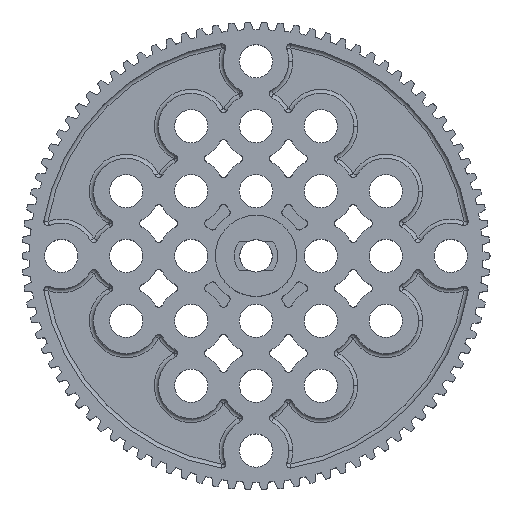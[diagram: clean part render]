
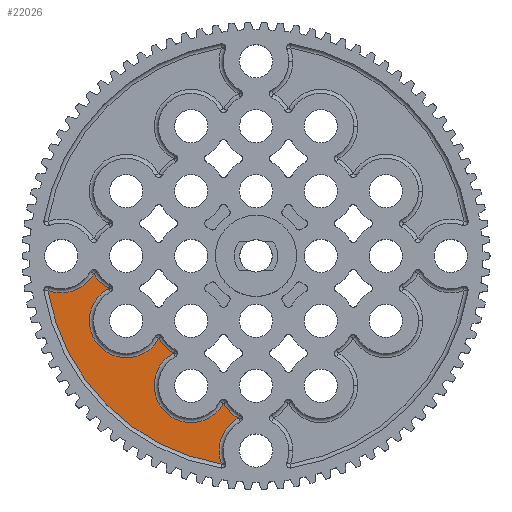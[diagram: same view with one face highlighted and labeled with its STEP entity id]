
A CAD part, top view. The second image highlights one B-rep face of the part: STEP entity #22026.
In plain terms, the highlighted planar face has unit normal (0, 0, 1).
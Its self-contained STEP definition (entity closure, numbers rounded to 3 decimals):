
#225 = AXIS2_PLACEMENT_3D ( 'NONE', #25435, #6338, #28630 ) ;
#959 = ORIENTED_EDGE ( 'NONE', *, *, #16888, .T. ) ;
#1131 = DIRECTION ( 'NONE',  ( 0., 0., -1. ) ) ;
#1160 = DIRECTION ( 'NONE',  ( 0., 0., -1. ) ) ;
#1210 = ORIENTED_EDGE ( 'NONE', *, *, #7497, .T. ) ;
#2089 = EDGE_CURVE ( 'NONE', #31918, #37314, #2375, .T. ) ;
#2375 = CIRCLE ( 'NONE', #2414, 26. ) ;
#2414 = AXIS2_PLACEMENT_3D ( 'NONE', #34964, #15829, #38156 ) ;
#2615 = DIRECTION ( 'NONE',  ( 0., 0., -1. ) ) ;
#4179 = DIRECTION ( 'NONE',  ( 0., 0., -1. ) ) ;
#4894 = AXIS2_PLACEMENT_3D ( 'NONE', #21739, #2615, #24938 ) ;
#5943 = AXIS2_PLACEMENT_3D ( 'NONE', #20233, #1131, #23462 ) ;
#6338 = DIRECTION ( 'NONE',  ( 0., 0., -1. ) ) ;
#7497 = EDGE_CURVE ( 'NONE', #25292, #7781, #9502, .T. ) ;
#7781 = VERTEX_POINT ( 'NONE', #15345 ) ;
#7911 = DIRECTION ( 'NONE',  ( 0., 0., 1. ) ) ;
#8050 = PLANE ( 'NONE',  #33915 ) ;
#8400 = CIRCLE ( 'NONE', #4894, 4.55 ) ;
#8417 = CARTESIAN_POINT ( 'NONE',  ( -2.169, -20., 1. ) ) ;
#9502 = CIRCLE ( 'NONE', #5943, 4.55 ) ;
#9744 = ORIENTED_EDGE ( 'NONE', *, *, #14011, .T. ) ;
#11241 = CARTESIAN_POINT ( 'NONE',  ( -20., 0., 1. ) ) ;
#11545 = AXIS2_PLACEMENT_3D ( 'NONE', #31520, #12418, #34729 ) ;
#12418 = DIRECTION ( 'NONE',  ( 0., 0., -1. ) ) ;
#14011 = EDGE_CURVE ( 'NONE', #36097, #23780, #27701, .T. ) ;
#14617 = DIRECTION ( 'NONE',  ( 0., 0., -1. ) ) ;
#15211 = EDGE_LOOP ( 'NONE', ( #27856, #20711, #9744, #31803, #1210, #20942, #18132, #959 ) ) ;
#15345 = CARTESIAN_POINT ( 'NONE',  ( -20., -2.169, 1. ) ) ;
#15829 = DIRECTION ( 'NONE',  ( 0., 0., 1. ) ) ;
#16888 = EDGE_CURVE ( 'NONE', #37314, #31997, #24055, .T. ) ;
#17631 = AXIS2_PLACEMENT_3D ( 'NONE', #33755, #14617, #36953 ) ;
#18132 = ORIENTED_EDGE ( 'NONE', *, *, #2089, .T. ) ;
#19006 = FACE_OUTER_BOUND ( 'NONE', #15211, .T. ) ;
#19482 = AXIS2_PLACEMENT_3D ( 'NONE', #20259, #1160, #23492 ) ;
#19796 = CIRCLE ( 'NONE', #19482, 4.55 ) ;
#20233 = CARTESIAN_POINT ( 'NONE',  ( -16., 0., 1. ) ) ;
#20259 = CARTESIAN_POINT ( 'NONE',  ( -24., 0., 1. ) ) ;
#20711 = ORIENTED_EDGE ( 'NONE', *, *, #34248, .T. ) ;
#20942 = ORIENTED_EDGE ( 'NONE', *, *, #31435, .T. ) ;
#21739 = CARTESIAN_POINT ( 'NONE',  ( -8., -16., 1. ) ) ;
#22026 = ADVANCED_FACE ( 'NONE', ( #19006 ), #8050, .T. ) ;
#23307 = CARTESIAN_POINT ( 'NONE',  ( -8., -8., 1. ) ) ;
#23462 = DIRECTION ( 'NONE',  ( 1., 0., 0. ) ) ;
#23492 = DIRECTION ( 'NONE',  ( 1., 0., 0. ) ) ;
#23780 = VERTEX_POINT ( 'NONE', #37330 ) ;
#24055 = CIRCLE ( 'NONE', #11545, 4.55 ) ;
#24839 = CARTESIAN_POINT ( 'NONE',  ( -4., -18.169, 1. ) ) ;
#24938 = DIRECTION ( 'NONE',  ( 1., 0., 0. ) ) ;
#25292 = VERTEX_POINT ( 'NONE', #29789 ) ;
#25435 = CARTESIAN_POINT ( 'NONE',  ( 0., -16., 1. ) ) ;
#26493 = DIRECTION ( 'NONE',  ( 1., 0., 0. ) ) ;
#26939 = CARTESIAN_POINT ( 'NONE',  ( -25.652, -4.239, 1. ) ) ;
#27626 = CARTESIAN_POINT ( 'NONE',  ( -10.169, -12., 1. ) ) ;
#27701 = CIRCLE ( 'NONE', #28577, 4.55 ) ;
#27856 = ORIENTED_EDGE ( 'NONE', *, *, #31303, .T. ) ;
#28577 = AXIS2_PLACEMENT_3D ( 'NONE', #23307, #4179, #26493 ) ;
#28630 = DIRECTION ( 'NONE',  ( 1., 0., 0. ) ) ;
#29667 = CARTESIAN_POINT ( 'NONE',  ( -4.239, -25.652, 1. ) ) ;
#29789 = CARTESIAN_POINT ( 'NONE',  ( -18.169, -4., 1. ) ) ;
#31303 = EDGE_CURVE ( 'NONE', #31997, #34542, #34313, .T. ) ;
#31435 = EDGE_CURVE ( 'NONE', #7781, #31918, #19796, .T. ) ;
#31520 = CARTESIAN_POINT ( 'NONE',  ( 0., -24., 1. ) ) ;
#31687 = CIRCLE ( 'NONE', #17631, 4.55 ) ;
#31803 = ORIENTED_EDGE ( 'NONE', *, *, #32527, .T. ) ;
#31918 = VERTEX_POINT ( 'NONE', #26939 ) ;
#31997 = VERTEX_POINT ( 'NONE', #8417 ) ;
#32527 = EDGE_CURVE ( 'NONE', #23780, #25292, #31687, .T. ) ;
#33755 = CARTESIAN_POINT ( 'NONE',  ( -16., -8., 1. ) ) ;
#33915 = AXIS2_PLACEMENT_3D ( 'NONE', #11241, #7911, #36757 ) ;
#34248 = EDGE_CURVE ( 'NONE', #34542, #36097, #8400, .T. ) ;
#34313 = CIRCLE ( 'NONE', #225, 4.55 ) ;
#34542 = VERTEX_POINT ( 'NONE', #24839 ) ;
#34729 = DIRECTION ( 'NONE',  ( 1., 0., 0. ) ) ;
#34964 = CARTESIAN_POINT ( 'NONE',  ( 0., 0., 1. ) ) ;
#36097 = VERTEX_POINT ( 'NONE', #27626 ) ;
#36757 = DIRECTION ( 'NONE',  ( -1., 0., 0. ) ) ;
#36953 = DIRECTION ( 'NONE',  ( 1., 0., 0. ) ) ;
#37314 = VERTEX_POINT ( 'NONE', #29667 ) ;
#37330 = CARTESIAN_POINT ( 'NONE',  ( -12., -10.169, 1. ) ) ;
#38156 = DIRECTION ( 'NONE',  ( 1., 0., 0. ) ) ;
